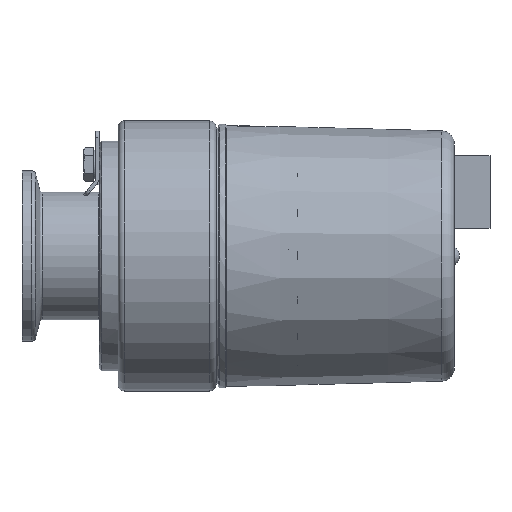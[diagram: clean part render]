
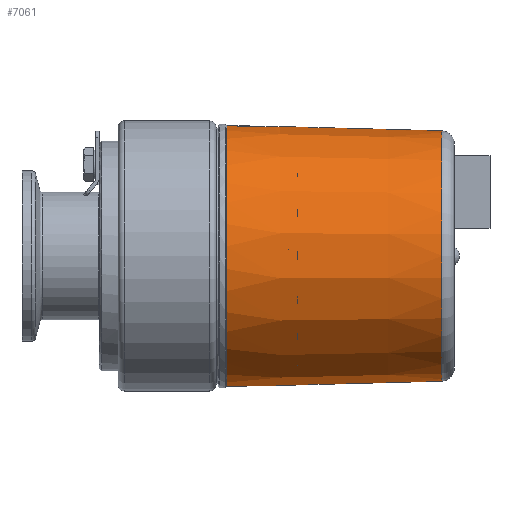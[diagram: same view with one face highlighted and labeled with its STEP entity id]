
A CAD part, top view. The second image highlights one B-rep face of the part: STEP entity #7061.
In plain terms, the highlighted conical face has half-angle 1.5 degrees and reference radius 30.088 mm.
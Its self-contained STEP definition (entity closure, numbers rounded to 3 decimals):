
#6841=CARTESIAN_POINT('',(10.45,30.322,-3.55));
#6842=VERTEX_POINT('',#6841);
#6849=CARTESIAN_POINT('',(2.,30.545,-3.55));
#6850=VERTEX_POINT('',#6849);
#6851=CARTESIAN_POINT('',(2.,30.545,-3.55));
#6852=DIRECTION('',(1.,-0.026,0.));
#6853=VECTOR('',#6852,8.453);
#6854=LINE('',#6851,#6853);
#6855=EDGE_CURVE('',#6850,#6842,#6854,.T.);
#6895=CARTESIAN_POINT('',(10.45,30.322,3.55));
#6896=VERTEX_POINT('',#6895);
#6903=CARTESIAN_POINT('',(10.45,30.322,-3.55));
#6904=CARTESIAN_POINT('',(10.634,30.317,-3.55));
#6905=CARTESIAN_POINT('',(10.822,30.314,-3.536));
#6906=CARTESIAN_POINT('',(11.011,30.313,-3.505));
#6907=CARTESIAN_POINT('',(11.451,30.309,-3.435));
#6908=CARTESIAN_POINT('',(11.89,30.316,-3.276));
#6909=CARTESIAN_POINT('',(12.276,30.329,-3.044));
#6910=CARTESIAN_POINT('',(12.518,30.337,-2.899));
#6911=CARTESIAN_POINT('',(12.74,30.348,-2.726));
#6912=CARTESIAN_POINT('',(12.932,30.358,-2.538));
#6913=CARTESIAN_POINT('',(13.072,30.366,-2.401));
#6914=CARTESIAN_POINT('',(13.203,30.374,-2.25));
#6915=CARTESIAN_POINT('',(13.323,30.383,-2.085));
#6916=CARTESIAN_POINT('',(13.588,30.401,-1.719));
#6917=CARTESIAN_POINT('',(13.789,30.418,-1.289));
#6918=CARTESIAN_POINT('',(13.898,30.427,-0.845));
#6919=CARTESIAN_POINT('',(13.961,30.433,-0.59));
#6920=CARTESIAN_POINT('',(13.994,30.436,-0.33));
#6921=CARTESIAN_POINT('',(13.999,30.436,-0.079));
#6922=CARTESIAN_POINT('',(14.003,30.437,0.107));
#6923=CARTESIAN_POINT('',(13.993,30.436,0.294));
#6924=CARTESIAN_POINT('',(13.967,30.433,0.484));
#6925=CARTESIAN_POINT('',(13.909,30.428,0.902));
#6926=CARTESIAN_POINT('',(13.772,30.416,1.322));
#6927=CARTESIAN_POINT('',(13.567,30.4,1.7));
#6928=CARTESIAN_POINT('',(13.406,30.388,1.994));
#6929=CARTESIAN_POINT('',(13.205,30.374,2.262));
#6930=CARTESIAN_POINT('',(12.982,30.361,2.488));
#6931=CARTESIAN_POINT('',(12.848,30.354,2.624));
#6932=CARTESIAN_POINT('',(12.7,30.346,2.753));
#6933=CARTESIAN_POINT('',(12.54,30.339,2.87));
#6934=CARTESIAN_POINT('',(12.24,30.326,3.088));
#6935=CARTESIAN_POINT('',(11.897,30.316,3.263));
#6936=CARTESIAN_POINT('',(11.539,30.313,3.379));
#6937=CARTESIAN_POINT('',(11.289,30.311,3.459));
#6938=CARTESIAN_POINT('',(11.031,30.311,3.511));
#6939=CARTESIAN_POINT('',(10.778,30.315,3.535));
#6940=CARTESIAN_POINT('',(10.668,30.317,3.545));
#6941=CARTESIAN_POINT('',(10.558,30.319,3.55));
#6942=CARTESIAN_POINT('',(10.45,30.322,3.55));
#6943=B_SPLINE_CURVE_WITH_KNOTS('',3,(#6903,#6904,#6905,#6906,#6907,#6908,#6909,#6910,#6911,#6912,#6913,#6914,#6915,#6916,#6917,#6918,#6919,#6920,#6921,#6922,#6923,#6924,#6925,#6926,#6927,#6928,#6929,#6930,#6931,#6932,#6933,#6934,#6935,#6936,#6937,#6938,#6939,#6940,#6941,#6942),.UNSPECIFIED.,.F.,.U.,(4,3,3,3,3,3,3,3,3,3,3,3,3,4),(-1.069,-1.014,-0.886,-0.806,-0.747,-0.617,-0.542,-0.487,-0.365,-0.27,-0.212,-0.106,-0.031,0.001),.UNSPECIFIED.);
#6944=EDGE_CURVE('',#6842,#6896,#6943,.T.);
#6979=CARTESIAN_POINT('',(2.,30.545,3.55));
#6980=VERTEX_POINT('',#6979);
#6987=CARTESIAN_POINT('',(10.45,30.322,3.55));
#6988=DIRECTION('',(-1.,0.026,0.));
#6989=VECTOR('',#6988,8.453);
#6990=LINE('',#6987,#6989);
#6991=EDGE_CURVE('',#6896,#6980,#6990,.T.);
#7028=CARTESIAN_POINT('',(2.,0.0,0.0));
#7029=DIRECTION('',(1.0,0.0,0.0));
#7030=DIRECTION('',(0.0,1.0,0.0));
#7031=AXIS2_PLACEMENT_3D('',#7028,#7029,#7030);
#7032=CIRCLE('',#7031,30.751);
#7033=EDGE_CURVE('',#6980,#6850,#7032,.T.);
#7039=CARTESIAN_POINT('',(27.289,0.0,0.0));
#7040=DIRECTION('',(-1.0,0.0,0.0));
#7041=DIRECTION('',(0.0,1.0,0.0));
#7042=AXIS2_PLACEMENT_3D('',#7039,#7040,#7041);
#7043=CONICAL_SURFACE('',#7042,30.088,1.5);
#7044=CARTESIAN_POINT('',(52.579,29.426,0.0));
#7045=VERTEX_POINT('',#7044);
#7046=CARTESIAN_POINT('',(52.579,0.0,0.0));
#7047=DIRECTION('',(1.0,0.0,0.0));
#7048=DIRECTION('',(0.0,1.0,0.0));
#7049=AXIS2_PLACEMENT_3D('',#7046,#7047,#7048);
#7050=CIRCLE('',#7049,29.426);
#7051=EDGE_CURVE('',#7045,#7045,#7050,.T.);
#7052=ORIENTED_EDGE('',*,*,#7051,.F.);
#7053=EDGE_LOOP('',(#7052));
#7054=FACE_OUTER_BOUND('',#7053,.T.);
#7055=ORIENTED_EDGE('',*,*,#6855,.T.);
#7056=ORIENTED_EDGE('',*,*,#6944,.T.);
#7057=ORIENTED_EDGE('',*,*,#6991,.T.);
#7058=ORIENTED_EDGE('',*,*,#7033,.T.);
#7059=EDGE_LOOP('',(#7055,#7056,#7057,#7058));
#7060=FACE_BOUND('',#7059,.T.);
#7061=ADVANCED_FACE('',(#7054,#7060),#7043,.T.);
